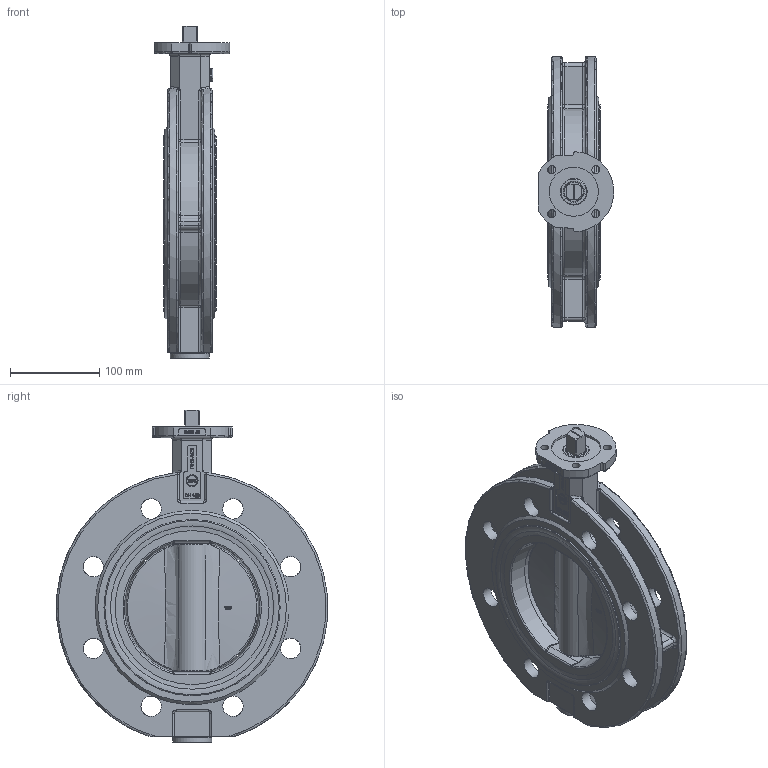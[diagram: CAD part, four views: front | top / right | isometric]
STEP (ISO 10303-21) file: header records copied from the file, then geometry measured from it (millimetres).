
FILE_DESCRIPTION((''),'2;1');
FILE_NAME('F012-K1 DN150.stp','2007-09-27T11:14:57',('hellwig'),(''),'Autodesk Inventor 11','Autodesk Inventor 11','');
FILE_SCHEMA(('AUTOMOTIVE_DESIGN { 1 0 10303 214 1 1 1 1 }'));
Length unit declared in the file: millimetre
Products named in the file (1): Bauteil36
Bounding box: 85 x 304.42 x 373 mm (x, y, z)
Volume: 2169897.8 mm3; surface area: 434016.8 mm2
Topology: 11 solids, 11 shells, 942 faces, 2471 edges, 1578 vertices
Faces by surface type: plane 339, bspline 311, cylinder 185, torus 54, cone 47, sphere 6
Full cylindrical faces by diameter (mm): 1.7 x2, 9 x4, 13.8 x1, 15 x2, 20.5 x1, 20.7 x2, 22 x7, 22.18 x3, 23 x16, 26 x1, 29.95 x3, 38.3 x1, 43.9 x1, 44 x1, 163.6 x2, 190 x1, 190.8 x1, 197.8 x1, 198 x1
Entity records: 36514 total; most frequent: CARTESIAN_POINT 15904, ORIENTED_EDGE 4538, DIRECTION 3554, EDGE_CURVE 2269, VERTEX_POINT 1515, AXIS2_PLACEMENT_3D 1268, EDGE_LOOP 1187, VECTOR 1018
